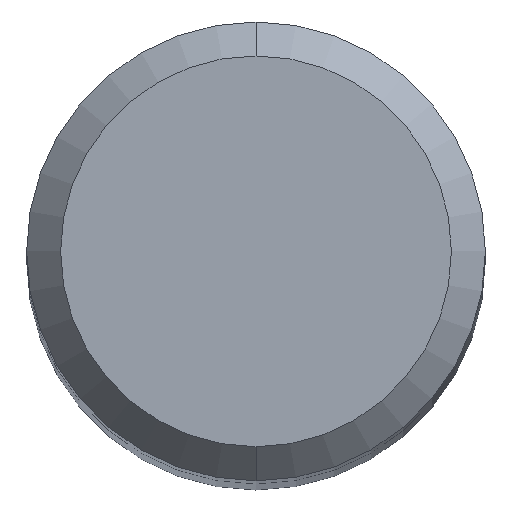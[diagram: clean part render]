
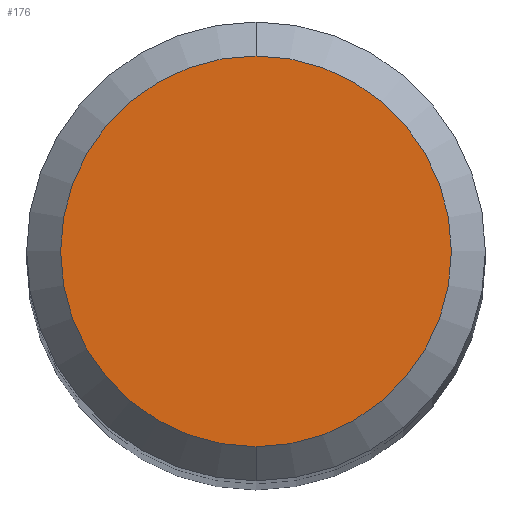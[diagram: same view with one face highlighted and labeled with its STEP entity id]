
A CAD part, top view. The second image highlights one B-rep face of the part: STEP entity #176.
In plain terms, the highlighted planar face has unit normal (0, 0, 1).
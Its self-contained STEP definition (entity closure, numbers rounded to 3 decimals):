
#12 = CIRCLE ( 'NONE', #211, 5.75 ) ;
#53 = ORIENTED_EDGE ( 'NONE', *, *, #78, .F. ) ;
#54 = AXIS2_PLACEMENT_3D ( 'NONE', #118, #245, #188 ) ;
#61 = PLANE ( 'NONE',  #82 ) ;
#69 = DIRECTION ( 'NONE',  ( 0., 1., 0. ) ) ;
#71 = VERTEX_POINT ( 'NONE', #224 ) ;
#78 = EDGE_CURVE ( 'NONE', #71, #172, #12, .T. ) ;
#82 = AXIS2_PLACEMENT_3D ( 'NONE', #207, #321, #242 ) ;
#118 = CARTESIAN_POINT ( 'NONE',  ( 0., 0., 160. ) ) ;
#157 = CIRCLE ( 'NONE', #54, 5.75 ) ;
#164 = CARTESIAN_POINT ( 'NONE',  ( 0., 0., 160. ) ) ;
#172 = VERTEX_POINT ( 'NONE', #178 ) ;
#176 = ADVANCED_FACE ( 'NONE', ( #295 ), #61, .F. ) ;
#178 = CARTESIAN_POINT ( 'NONE',  ( 0., -5.75, 160. ) ) ;
#188 = DIRECTION ( 'NONE',  ( 0., 1., 0. ) ) ;
#207 = CARTESIAN_POINT ( 'NONE',  ( 0., 0., 160. ) ) ;
#209 = EDGE_CURVE ( 'NONE', #172, #71, #157, .T. ) ;
#211 = AXIS2_PLACEMENT_3D ( 'NONE', #164, #336, #69 ) ;
#224 = CARTESIAN_POINT ( 'NONE',  ( 0., 5.75, 160. ) ) ;
#242 = DIRECTION ( 'NONE',  ( 0., 1., 0. ) ) ;
#245 = DIRECTION ( 'NONE',  ( 0., 0., -1. ) ) ;
#289 = ORIENTED_EDGE ( 'NONE', *, *, #209, .F. ) ;
#295 = FACE_OUTER_BOUND ( 'NONE', #303, .T. ) ;
#303 = EDGE_LOOP ( 'NONE', ( #53, #289 ) ) ;
#321 = DIRECTION ( 'NONE',  ( 0., 0., -1. ) ) ;
#336 = DIRECTION ( 'NONE',  ( 0., 0., -1. ) ) ;
